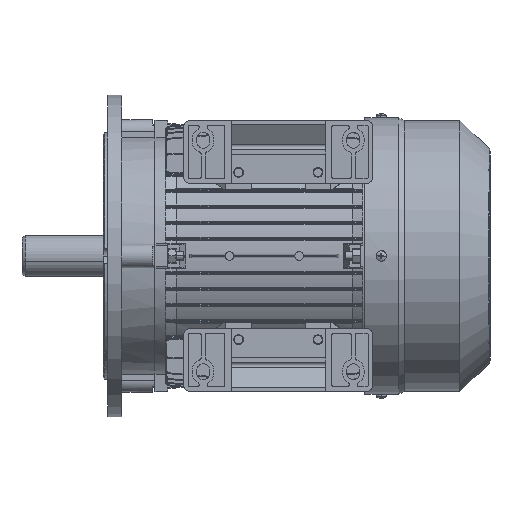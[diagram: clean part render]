
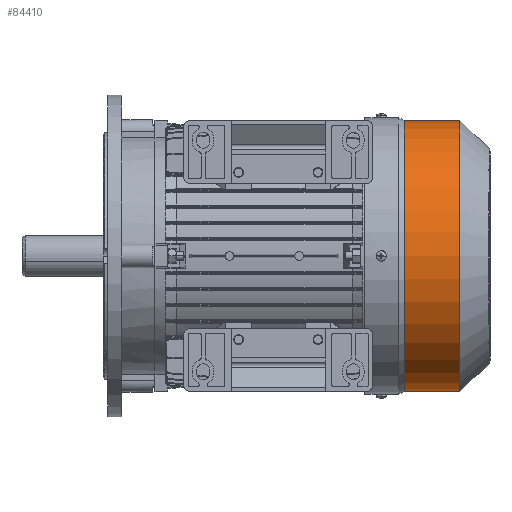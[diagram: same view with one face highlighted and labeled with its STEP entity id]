
A CAD part, front view. The second image highlights one B-rep face of the part: STEP entity #84410.
In plain terms, the highlighted cylindrical face has radius 126.3 mm (diameter 252.6 mm), a partial arc.
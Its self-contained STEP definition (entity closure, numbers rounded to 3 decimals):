
#6473 = CARTESIAN_POINT ( 'NONE',  ( -126.3, 0., -23.5 ) ) ;
#6474 = CARTESIAN_POINT ( 'NONE',  ( 126.3, 0., -23.5 ) ) ;
#6475 = DIRECTION ( 'NONE',  ( 0., 0., -1. ) ) ;
#6476 = VECTOR ( 'NONE', #6475, 1000. ) ;
#6477 = CARTESIAN_POINT ( 'NONE',  ( 126.3, 0., 54. ) ) ;
#6478 = LINE ( 'NONE', #6477, #6476 ) ;
#6489 = CARTESIAN_POINT ( 'NONE',  ( -126.3, 0., 28.5 ) ) ;
#6510 = CARTESIAN_POINT ( 'NONE',  ( 126.3, 0., 28.5 ) ) ;
#6698 = DIRECTION ( 'NONE',  ( 0., 0., -1. ) ) ;
#6699 = VECTOR ( 'NONE', #6698, 1000. ) ;
#6700 = CARTESIAN_POINT ( 'NONE',  ( -126.3, 0., 54. ) ) ;
#6701 = LINE ( 'NONE', #6700, #6699 ) ;
#6882 = DIRECTION ( 'NONE',  ( -1., 0., 0. ) ) ;
#6883 = DIRECTION ( 'NONE',  ( 0., 0., -1. ) ) ;
#6884 = CARTESIAN_POINT ( 'NONE',  ( 0., 0., 28.5 ) ) ;
#6885 = AXIS2_PLACEMENT_3D ( 'NONE', #6884, #6883, #6882 ) ;
#6886 = CIRCLE ( 'NONE', #6885, 126.3 ) ;
#6937 = DIRECTION ( 'NONE',  ( -1., 0., 0. ) ) ;
#6938 = DIRECTION ( 'NONE',  ( 0., 0., -1. ) ) ;
#6939 = CARTESIAN_POINT ( 'NONE',  ( 0., 0., 54. ) ) ;
#6940 = AXIS2_PLACEMENT_3D ( 'NONE', #6939, #6938, #6937 ) ;
#6942 = CYLINDRICAL_SURFACE ( 'NONE', #6940, 126.3 ) ;
#6943 = FACE_OUTER_BOUND ( 'NONE', #84411, .T. ) ;
#6944 = DIRECTION ( 'NONE',  ( -1., 0., 0. ) ) ;
#6945 = DIRECTION ( 'NONE',  ( 0., 0., -1. ) ) ;
#6946 = CARTESIAN_POINT ( 'NONE',  ( 0., 0., -23.5 ) ) ;
#6947 = AXIS2_PLACEMENT_3D ( 'NONE', #6946, #6945, #6944 ) ;
#6948 = CIRCLE ( 'NONE', #6947, 126.3 ) ;
#84253 = VERTEX_POINT ( 'NONE', #6489 ) ;
#84260 = EDGE_CURVE ( 'NONE', #84276, #84261, #6478, .T. ) ;
#84261 = VERTEX_POINT ( 'NONE', #6474 ) ;
#84262 = VERTEX_POINT ( 'NONE', #6473 ) ;
#84276 = VERTEX_POINT ( 'NONE', #6510 ) ;
#84321 = EDGE_CURVE ( 'NONE', #84253, #84262, #6701, .T. ) ;
#84386 = ORIENTED_EDGE ( 'NONE', *, *, #84260, .F. ) ;
#84387 = ORIENTED_EDGE ( 'NONE', *, *, #84388, .T. ) ;
#84388 = EDGE_CURVE ( 'NONE', #84276, #84253, #6886, .T. ) ;
#84389 = ORIENTED_EDGE ( 'NONE', *, *, #84321, .T. ) ;
#84390 = ORIENTED_EDGE ( 'NONE', *, *, #84407, .F. ) ;
#84407 = EDGE_CURVE ( 'NONE', #84261, #84262, #6948, .T. ) ;
#84410 = ADVANCED_FACE ( 'NONE', ( #6943 ), #6942, .T. ) ;
#84411 = EDGE_LOOP ( 'NONE', ( #84386, #84387, #84389, #84390 ) ) ;
